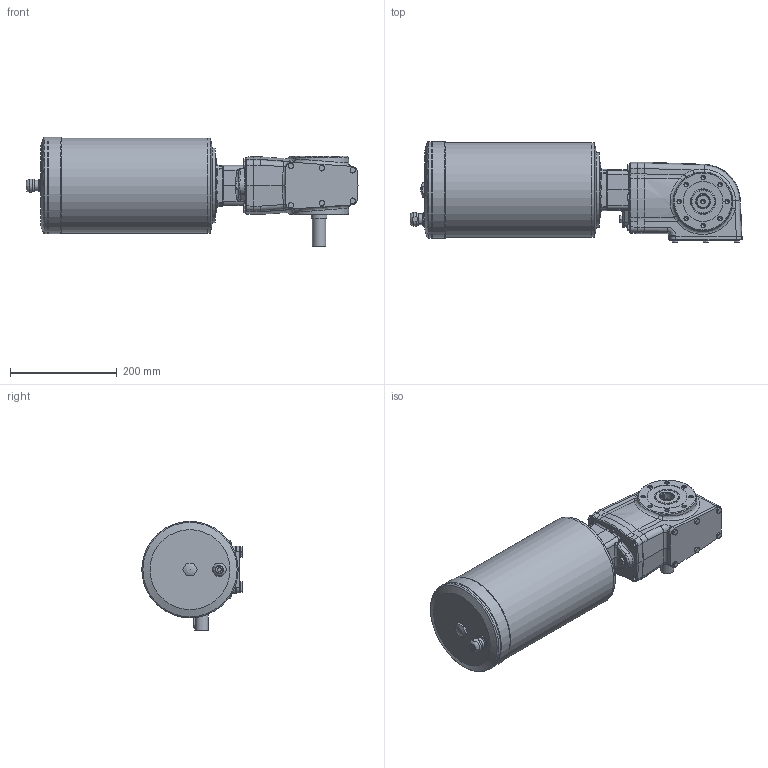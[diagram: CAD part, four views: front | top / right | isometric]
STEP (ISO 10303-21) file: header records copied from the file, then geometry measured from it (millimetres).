
FILE_DESCRIPTION( ( 'Unknown' ), '1' );
FILE_NAME( 'AE2E1CCC1B1B836D12A22C5DCD99EF.3d.stp', 'Unknown', ( 'Unknown' ), ( 'Unknown' ), 'PSStep 10.1', 'Unknown', ' ' );
FILE_SCHEMA( ( 'AUTOMOTIVE_DESIGN { 1 0 10303 214 1 1 1 1 }' ) );
Length unit declared in the file: millimetre
Products named in the file (1): X42N
Bounding box: 623 x 188.5 x 205 mm (x, y, z)
Volume: 11032850.7 mm3; surface area: 409487.6 mm2
Topology: 1 solids, 7 shells, 802 faces, 1899 edges, 1169 vertices
Faces by surface type: plane 274, cylinder 188, cone 171, bspline 105, torus 55, extrusion 4, revolution 4, sphere 1
Full cylindrical faces by diameter (mm): 6.647 x42, 7 x1, 8 x4, 8.9 x12, 9 x8, 13 x4, 13.4 x1, 14 x4, 16.662 x1, 18 x1, 20 x1, 23.7 x1, 24 x1, 25 x2, 29.5 x1, 30 x1, 47 x1, 47.5 x2, 75 x2, 85 x1, 95 x2, 140 x1, 177.98 x1, 178 x2, 180.98 x2, 181 x3
Entity records: 39416 total; most frequent: CARTESIAN_POINT 16837, ORIENTED_EDGE 3162, DIRECTION 3160, EDGE_CURVE 1581, AXIS2_PLACEMENT_3D 1317, EDGE_LOOP 1094, VERTEX_POINT 1085, FACE_OUTER_BOUND 944
